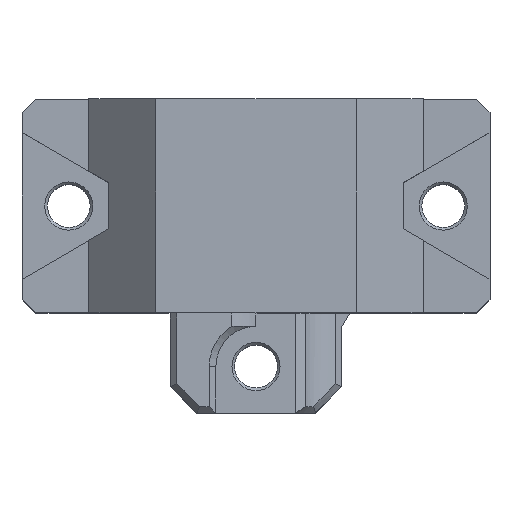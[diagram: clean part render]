
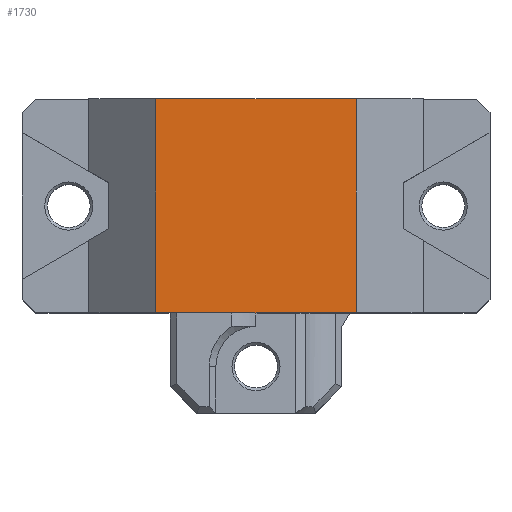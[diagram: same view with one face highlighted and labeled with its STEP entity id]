
A CAD part, top view. The second image highlights one B-rep face of the part: STEP entity #1730.
In plain terms, the highlighted planar face has unit normal (0, 0, 1).
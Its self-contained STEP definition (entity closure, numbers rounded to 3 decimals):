
#128=FACE_OUTER_BOUND('',#230,.T.);
#230=EDGE_LOOP('',(#1365,#1366,#1367,#1368));
#337=LINE('',#2499,#547);
#361=LINE('',#2551,#571);
#423=LINE('',#2677,#633);
#428=LINE('',#2686,#638);
#547=VECTOR('',#2026,10.);
#571=VECTOR('',#2058,10.);
#633=VECTOR('',#2166,10.);
#638=VECTOR('',#2173,10.);
#753=VERTEX_POINT('',#2496);
#754=VERTEX_POINT('',#2498);
#777=VERTEX_POINT('',#2548);
#778=VERTEX_POINT('',#2550);
#933=EDGE_CURVE('',#754,#753,#337,.T.);
#959=EDGE_CURVE('',#778,#777,#361,.T.);
#1025=EDGE_CURVE('',#778,#753,#423,.T.);
#1030=EDGE_CURVE('',#754,#777,#428,.T.);
#1365=ORIENTED_EDGE('',*,*,#959,.T.);
#1366=ORIENTED_EDGE('',*,*,#1030,.F.);
#1367=ORIENTED_EDGE('',*,*,#933,.T.);
#1368=ORIENTED_EDGE('',*,*,#1025,.F.);
#1655=PLANE('',#1850);
#1730=ADVANCED_FACE('',(#128),#1655,.F.);
#1850=AXIS2_PLACEMENT_3D('',#2685,#2171,#2172);
#2026=DIRECTION('',(1.,0.,0.));
#2058=DIRECTION('',(-1.,0.,0.));
#2166=DIRECTION('',(0.,-1.,0.));
#2171=DIRECTION('center_axis',(0.,0.,-1.));
#2172=DIRECTION('ref_axis',(-1.,0.,0.));
#2173=DIRECTION('',(0.,1.,0.));
#2496=CARTESIAN_POINT('',(7.5,-4.75,25.295));
#2498=CARTESIAN_POINT('',(-7.5,-4.75,25.295));
#2499=CARTESIAN_POINT('',(-7.75,-4.75,25.295));
#2548=CARTESIAN_POINT('',(-7.5,11.25,25.295));
#2550=CARTESIAN_POINT('',(7.5,11.25,25.295));
#2551=CARTESIAN_POINT('',(7.75,11.25,25.295));
#2677=CARTESIAN_POINT('',(7.5,-1.75,25.295));
#2685=CARTESIAN_POINT('Origin',(0.,12.25,25.295));
#2686=CARTESIAN_POINT('',(-7.5,-1.75,25.295));
